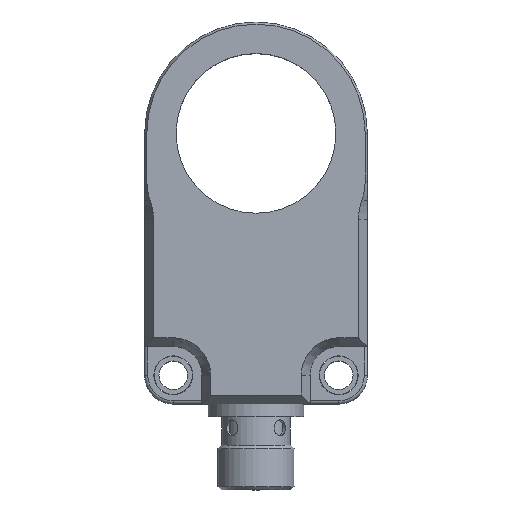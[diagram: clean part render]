
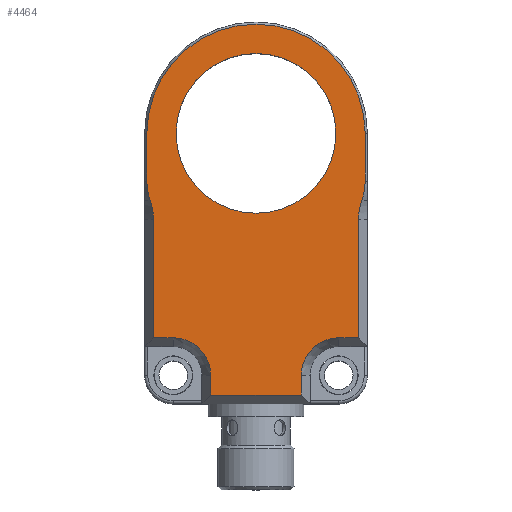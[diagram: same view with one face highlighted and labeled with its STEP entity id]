
A CAD part, top view. The second image highlights one B-rep face of the part: STEP entity #4464.
In plain terms, the highlighted planar face has unit normal (0, 0, 1).
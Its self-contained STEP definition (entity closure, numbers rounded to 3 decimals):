
#43=ELLIPSE('',#4959,11.807,10.225);
#44=ELLIPSE('',#4960,11.807,10.225);
#45=ELLIPSE('',#4962,11.807,10.225);
#46=ELLIPSE('',#4963,11.807,10.225);
#107=FACE_BOUND('',#659,.T.);
#201=PLANE('',#4958);
#409=FACE_OUTER_BOUND('',#658,.T.);
#658=EDGE_LOOP('',(#3715,#3716,#3717,#3718,#3719,#3720,#3721,#3722,#3723,
#3724,#3725,#3726,#3727,#3728,#3729,#3730));
#659=EDGE_LOOP('',(#3731));
#995=LINE('',#7948,#1340);
#1001=LINE('',#7963,#1346);
#1002=LINE('',#7966,#1347);
#1005=LINE('',#7972,#1350);
#1006=LINE('',#7978,#1351);
#1007=LINE('',#7982,#1352);
#1008=LINE('',#7988,#1353);
#1009=LINE('',#7990,#1354);
#1010=LINE('',#7993,#1355);
#1340=VECTOR('',#6171,10.);
#1346=VECTOR('',#6185,10.);
#1347=VECTOR('',#6188,10.);
#1350=VECTOR('',#6193,10.);
#1351=VECTOR('',#6198,10.);
#1352=VECTOR('',#6201,10.);
#1353=VECTOR('',#6206,10.);
#1354=VECTOR('',#6207,10.);
#1355=VECTOR('',#6210,10.);
#1627=CIRCLE('',#4955,5.886);
#1628=CIRCLE('',#4961,17.154);
#1629=CIRCLE('',#4964,5.886);
#1630=CIRCLE('',#4965,12.55);
#2022=VERTEX_POINT('',#7945);
#2023=VERTEX_POINT('',#7947);
#2025=VERTEX_POINT('',#7953);
#2027=VERTEX_POINT('',#7959);
#2029=VERTEX_POINT('',#7965);
#2031=VERTEX_POINT('',#7971);
#2032=VERTEX_POINT('',#7973);
#2033=VERTEX_POINT('',#7975);
#2034=VERTEX_POINT('',#7977);
#2035=VERTEX_POINT('',#7979);
#2036=VERTEX_POINT('',#7981);
#2037=VERTEX_POINT('',#7983);
#2038=VERTEX_POINT('',#7985);
#2039=VERTEX_POINT('',#7987);
#2040=VERTEX_POINT('',#7989);
#2041=VERTEX_POINT('',#7991);
#2042=VERTEX_POINT('',#7994);
#2628=EDGE_CURVE('',#2022,#2023,#995,.T.);
#2633=EDGE_CURVE('',#2023,#2025,#1627,.T.);
#2636=EDGE_CURVE('',#2025,#2027,#1001,.T.);
#2637=EDGE_CURVE('',#2027,#2029,#1002,.T.);
#2640=EDGE_CURVE('',#2022,#2031,#1005,.T.);
#2641=EDGE_CURVE('',#2031,#2032,#43,.T.);
#2642=EDGE_CURVE('',#2033,#2032,#44,.T.);
#2643=EDGE_CURVE('',#2034,#2033,#1006,.T.);
#2644=EDGE_CURVE('',#2035,#2034,#1628,.T.);
#2645=EDGE_CURVE('',#2036,#2035,#1007,.T.);
#2646=EDGE_CURVE('',#2037,#2036,#45,.T.);
#2647=EDGE_CURVE('',#2037,#2038,#46,.T.);
#2648=EDGE_CURVE('',#2038,#2039,#1008,.T.);
#2649=EDGE_CURVE('',#2040,#2039,#1009,.T.);
#2650=EDGE_CURVE('',#2041,#2040,#1629,.T.);
#2651=EDGE_CURVE('',#2029,#2041,#1010,.T.);
#2652=EDGE_CURVE('',#2042,#2042,#1630,.T.);
#3715=ORIENTED_EDGE('',*,*,#2636,.F.);
#3716=ORIENTED_EDGE('',*,*,#2633,.F.);
#3717=ORIENTED_EDGE('',*,*,#2628,.F.);
#3718=ORIENTED_EDGE('',*,*,#2640,.T.);
#3719=ORIENTED_EDGE('',*,*,#2641,.T.);
#3720=ORIENTED_EDGE('',*,*,#2642,.F.);
#3721=ORIENTED_EDGE('',*,*,#2643,.F.);
#3722=ORIENTED_EDGE('',*,*,#2644,.F.);
#3723=ORIENTED_EDGE('',*,*,#2645,.F.);
#3724=ORIENTED_EDGE('',*,*,#2646,.F.);
#3725=ORIENTED_EDGE('',*,*,#2647,.T.);
#3726=ORIENTED_EDGE('',*,*,#2648,.T.);
#3727=ORIENTED_EDGE('',*,*,#2649,.F.);
#3728=ORIENTED_EDGE('',*,*,#2650,.F.);
#3729=ORIENTED_EDGE('',*,*,#2651,.F.);
#3730=ORIENTED_EDGE('',*,*,#2637,.F.);
#3731=ORIENTED_EDGE('',*,*,#2652,.T.);
#4464=ADVANCED_FACE('',(#409,#107),#201,.T.);
#4955=AXIS2_PLACEMENT_3D('',#7957,#6179,#6180);
#4958=AXIS2_PLACEMENT_3D('',#7970,#6191,#6192);
#4959=AXIS2_PLACEMENT_3D('',#7974,#6194,#6195);
#4960=AXIS2_PLACEMENT_3D('',#7976,#6196,#6197);
#4961=AXIS2_PLACEMENT_3D('',#7980,#6199,#6200);
#4962=AXIS2_PLACEMENT_3D('',#7984,#6202,#6203);
#4963=AXIS2_PLACEMENT_3D('',#7986,#6204,#6205);
#4964=AXIS2_PLACEMENT_3D('',#7992,#6208,#6209);
#4965=AXIS2_PLACEMENT_3D('',#7995,#6211,#6212);
#6171=DIRECTION('',(-1.,0.,0.));
#6179=DIRECTION('center_axis',(0.,0.,1.));
#6180=DIRECTION('ref_axis',(-0.707,0.707,0.));
#6185=DIRECTION('',(0.,-1.,0.));
#6188=DIRECTION('',(-1.,0.,0.));
#6191=DIRECTION('center_axis',(0.,0.,1.));
#6192=DIRECTION('ref_axis',(1.,0.,0.));
#6193=DIRECTION('',(0.,1.,0.));
#6194=DIRECTION('center_axis',(0.,0.,-1.));
#6195=DIRECTION('ref_axis',(-1.,0.,0.));
#6196=DIRECTION('center_axis',(0.,0.,
-1.));
#6197=DIRECTION('ref_axis',(1.,0.,0.));
#6198=DIRECTION('',(0.,-1.,0.));
#6199=DIRECTION('center_axis',(0.,0.,-1.));
#6200=DIRECTION('ref_axis',(1.,0.,0.));
#6201=DIRECTION('',(0.,1.,0.));
#6202=DIRECTION('center_axis',(0.,0.,
-1.));
#6203=DIRECTION('ref_axis',(-1.,0.,0.));
#6204=DIRECTION('center_axis',(0.,0.,-1.));
#6205=DIRECTION('ref_axis',(1.,0.,0.));
#6206=DIRECTION('',(0.,-1.,0.));
#6207=DIRECTION('',(-1.,0.,0.));
#6208=DIRECTION('center_axis',(0.,0.,1.));
#6209=DIRECTION('ref_axis',(0.707,0.707,0.));
#6210=DIRECTION('',(0.,1.,0.));
#6211=DIRECTION('center_axis',(0.,0.,-1.));
#6212=DIRECTION('ref_axis',(-1.,0.,0.));
#7945=CARTESIAN_POINT('',(16.114,10.386,20.));
#7947=CARTESIAN_POINT('',(13.,10.386,20.));
#7948=CARTESIAN_POINT('',(4.25,10.386,20.));
#7953=CARTESIAN_POINT('',(7.114,4.5,20.));
#7957=CARTESIAN_POINT('Origin',(13.,4.5,20.));
#7959=CARTESIAN_POINT('',(7.114,1.386,20.));
#7963=CARTESIAN_POINT('',(7.114,15.,20.));
#7965=CARTESIAN_POINT('',(-7.114,1.386,20.));
#7966=CARTESIAN_POINT('',(-8.75,1.386,20.));
#7970=CARTESIAN_POINT('Origin',(0.,30.,20.));
#7971=CARTESIAN_POINT('',(16.114,29.,20.));
#7972=CARTESIAN_POINT('',(16.114,19.5,20.));
#7973=CARTESIAN_POINT('',(16.634,32.,20.));
#7974=CARTESIAN_POINT('Origin',(27.921,29.,20.));
#7975=CARTESIAN_POINT('',(17.154,35.,20.));
#7976=CARTESIAN_POINT('Origin',(5.347,35.,20.));
#7977=CARTESIAN_POINT('',(17.154,42.5,20.));
#7978=CARTESIAN_POINT('',(17.154,15.,20.));
#7979=CARTESIAN_POINT('',(-17.154,42.5,20.));
#7980=CARTESIAN_POINT('Origin',(0.,42.5,20.));
#7981=CARTESIAN_POINT('',(-17.154,35.,20.));
#7982=CARTESIAN_POINT('',(-17.154,36.25,20.));
#7983=CARTESIAN_POINT('',(-16.634,32.,20.));
#7984=CARTESIAN_POINT('Origin',(-5.347,35.,20.));
#7985=CARTESIAN_POINT('',(-16.114,29.,20.));
#7986=CARTESIAN_POINT('Origin',(-27.921,29.,20.));
#7987=CARTESIAN_POINT('',(-16.114,10.386,20.));
#7988=CARTESIAN_POINT('',(-16.114,19.5,20.));
#7989=CARTESIAN_POINT('',(-13.,10.386,20.));
#7990=CARTESIAN_POINT('',(-8.75,10.386,20.));
#7991=CARTESIAN_POINT('',(-7.114,4.5,20.));
#7992=CARTESIAN_POINT('Origin',(-13.,4.5,20.));
#7993=CARTESIAN_POINT('',(-7.114,19.5,20.));
#7994=CARTESIAN_POINT('',(12.55,42.5,20.));
#7995=CARTESIAN_POINT('Origin',(0.,42.5,20.));
